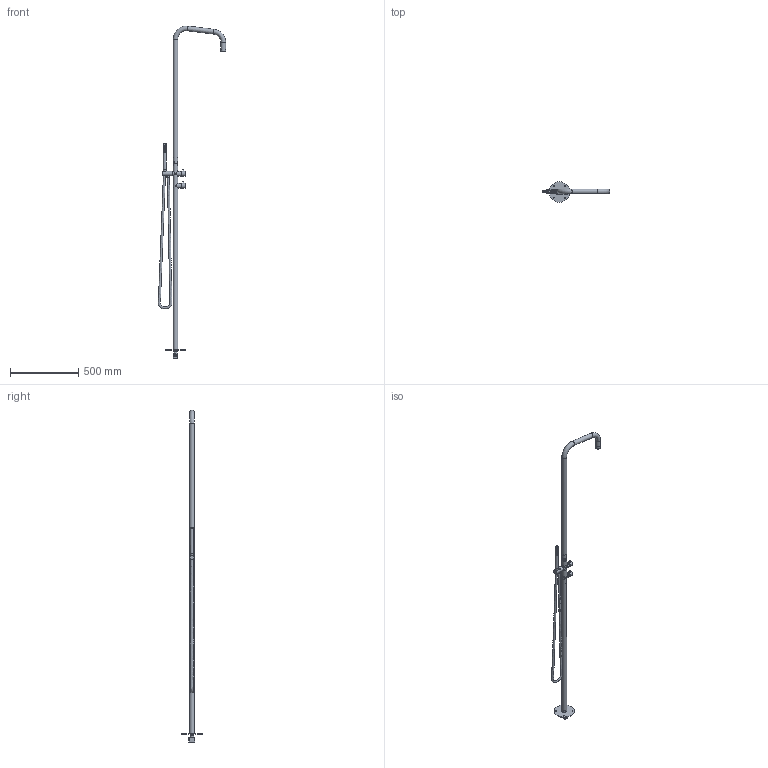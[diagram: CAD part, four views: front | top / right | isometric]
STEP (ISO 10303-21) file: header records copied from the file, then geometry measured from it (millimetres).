
FILE_DESCRIPTION(('STEP AP214'),'1');
FILE_NAME('CL031E COLONNA A TERRA DOPPIO MISCELATORE.stp','2022-04-14T14:41:42',(' '),(' '),'Spatial InterOp 3D',' ',' ');
FILE_SCHEMA(('AUTOMOTIVE_DESIGN { 1 0 10303 214 1 1 1 1 }'));
Length unit declared in the file: metre
Products named in the file (76): 1634224622; 1634222136; 1615807686; 1615807689; 1615807685; 1615807693; 1634220439; 1624867109; 1625727122; 1424877678; 1625726648; 1625726462; 1625726464; 1624975717; 1624867108; 1624867107; 1624867103; 1624870560; 1624870546; 1624870543; 1624870553; 1624870551; 1624870550; 1624870554; 1624870557; 1624870547; 1624870548; 1624870549; 1624870556; 1620132446; 1620127730; 1625573456; 1625574003; 1625574176; 1625574366; 1625574449; 1625574458; 1625574475; 1625574483; 1624867110 ...
Bounding box: 493.25 x 150 x 2430.13 mm (x, y, z)
Volume: 986637.8 mm3; surface area: 1010666.6 mm2
Topology: 69 solids, 80 shells, 5457 faces, 13397 edges, 8280 vertices
Faces by surface type: bspline 2238, plane 1689, torus 655, cylinder 389, cone 368, sphere 115, offset 3
Full cylindrical faces by diameter (mm): 0.64 x84, 2 x1, 2.4 x4, 2.5 x5, 2.7 x40, 3 x1, 3.2 x4, 3.3 x8, 4 x5, 4.5 x1, 5 x7, 5.2 x1, 5.4 x2, 5.45 x1, 5.5 x2, 6 x7, 6.25 x4, 6.75 x3, 7.8 x1, 7.9 x4, 8 x11, 8.2 x1, 8.25 x1, 8.4 x2, 8.441 x5, 8.5 x4, 8.6 x2, 8.7 x2, 9 x2, 9.5 x2
Entity records: 315314 total; most frequent: CARTESIAN_POINT 212830, ORIENTED_EDGE 24366, EDGE_CURVE 12211, DIRECTION 9828, B_SPLINE_CURVE_WITH_KNOTS 9731, VERTEX_POINT 7921, EDGE_LOOP 6855, FACE_OUTER_BOUND 5909
